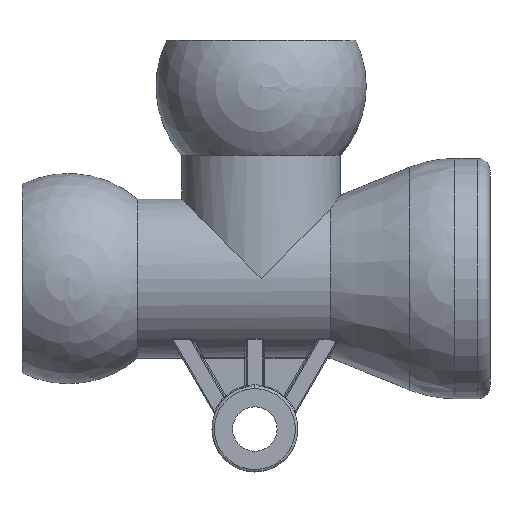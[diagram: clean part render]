
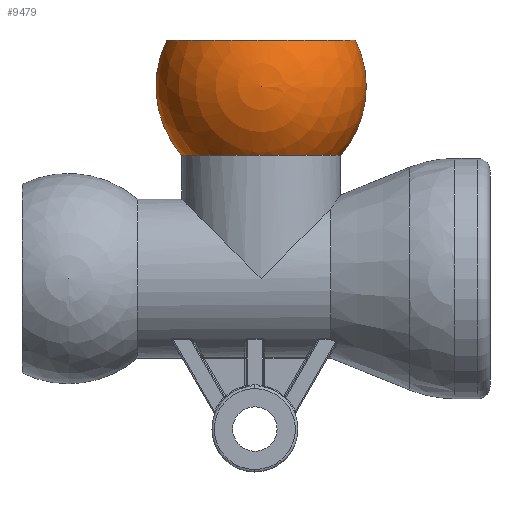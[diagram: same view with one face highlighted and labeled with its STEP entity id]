
A CAD part, front view. The second image highlights one B-rep face of the part: STEP entity #9479.
In plain terms, the highlighted spherical face has radius 10.757 mm.
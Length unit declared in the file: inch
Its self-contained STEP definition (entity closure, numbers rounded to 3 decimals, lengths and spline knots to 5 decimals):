
#7009 = DIRECTION ( 'NONE',  ( 0., 0., 1. ) ) ;
#7010 = DIRECTION ( 'NONE',  ( 0., 1., 0. ) ) ;
#7011 = CARTESIAN_POINT ( 'NONE',  ( -0.922, 0., 0.7735 ) ) ;
#7012 = AXIS2_PLACEMENT_3D ( 'NONE', #7011, #7010, #7009 ) ;
#7013 = CIRCLE ( 'NONE', #7012, 0.4235 ) ;
#7021 = CARTESIAN_POINT ( 'NONE',  ( -1.242, 0., 0.4961 ) ) ;
#7028 = CARTESIAN_POINT ( 'NONE',  ( -1.30173, 0., 0.961 ) ) ;
#7029 = DIRECTION ( 'NONE',  ( -1., 0., 0. ) ) ;
#7030 = DIRECTION ( 'NONE',  ( 0., 0., -1. ) ) ;
#7031 = CARTESIAN_POINT ( 'NONE',  ( -0.922, 0., 0.961 ) ) ;
#7032 = AXIS2_PLACEMENT_3D ( 'NONE', #7031, #7030, #7029 ) ;
#7033 = CIRCLE ( 'NONE', #7032, 0.37973 ) ;
#7043 = CARTESIAN_POINT ( 'NONE',  ( -0.54227, 0., 0.961 ) ) ;
#7044 = DIRECTION ( 'NONE',  ( 1., 0., 0. ) ) ;
#7045 = DIRECTION ( 'NONE',  ( 0., -1., 0. ) ) ;
#7046 = AXIS2_PLACEMENT_3D ( 'NONE', #7048, #7045, #7044 ) ;
#7047 = SPHERICAL_SURFACE ( 'NONE', #7046, 0.4235 ) ;
#7048 = CARTESIAN_POINT ( 'NONE',  ( -0.922, 0., 0.7735 ) ) ;
#7049 = DIRECTION ( 'NONE',  ( -1., 0., 0. ) ) ;
#7050 = DIRECTION ( 'NONE',  ( 0., 0., -1. ) ) ;
#7051 = CARTESIAN_POINT ( 'NONE',  ( -0.922, 0., 0.4961 ) ) ;
#7052 = AXIS2_PLACEMENT_3D ( 'NONE', #7051, #7050, #7049 ) ;
#7053 = CIRCLE ( 'NONE', #7052, 0.32 ) ;
#7054 = FACE_OUTER_BOUND ( 'NONE', #9480, .T. ) ;
#7064 = DIRECTION ( 'NONE',  ( 1., 0., 0. ) ) ;
#7065 = DIRECTION ( 'NONE',  ( 0., -1., 0. ) ) ;
#7066 = CARTESIAN_POINT ( 'NONE',  ( -0.922, 0., 0.7735 ) ) ;
#7067 = AXIS2_PLACEMENT_3D ( 'NONE', #7066, #7065, #7064 ) ;
#7068 = CIRCLE ( 'NONE', #7067, 0.4235 ) ;
#7070 = CARTESIAN_POINT ( 'NONE',  ( -0.602, 0., 0.4961 ) ) ;
#9445 = EDGE_CURVE ( 'NONE', #9483, #9469, #7013, .T. ) ;
#9459 = EDGE_CURVE ( 'NONE', #9483, #9460, #7033, .T. ) ;
#9460 = VERTEX_POINT ( 'NONE', #7028 ) ;
#9464 = VERTEX_POINT ( 'NONE', #7021 ) ;
#9467 = ORIENTED_EDGE ( 'NONE', *, *, #9471, .T. ) ;
#9469 = VERTEX_POINT ( 'NONE', #7070 ) ;
#9471 = EDGE_CURVE ( 'NONE', #9460, #9464, #7068, .T. ) ;
#9477 = ORIENTED_EDGE ( 'NONE', *, *, #9478, .F. ) ;
#9478 = EDGE_CURVE ( 'NONE', #9469, #9464, #7053, .T. ) ;
#9479 = ADVANCED_FACE ( 'NONE', ( #7054 ), #7047, .T. ) ;
#9480 = EDGE_LOOP ( 'NONE', ( #9482, #9467, #9477, #9525 ) ) ;
#9482 = ORIENTED_EDGE ( 'NONE', *, *, #9459, .T. ) ;
#9483 = VERTEX_POINT ( 'NONE', #7043 ) ;
#9525 = ORIENTED_EDGE ( 'NONE', *, *, #9445, .F. ) ;
